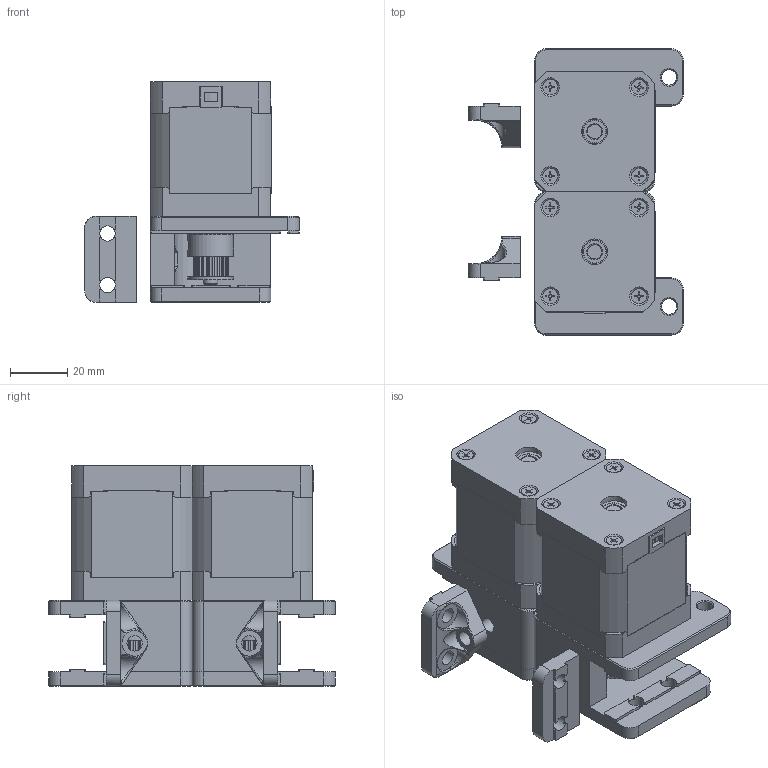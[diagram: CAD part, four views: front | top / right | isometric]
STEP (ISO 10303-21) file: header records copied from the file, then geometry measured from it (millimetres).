
FILE_DESCRIPTION(/* description */ (''),/* implementation_level */ '2;1');
FILE_NAME(/* name */ 'frontdrives_noIdler v4.step',/* time_stamp */ '2022-04-04T14:14:57+02:00',/* author */ (''),/* organization */ (''),/* preprocessor_version */ 'ST-DEVELOPER v18.1',/* originating_system */ 'Autodesk Translation Framework v10.14.0.1471',/* authorisation */ '');
FILE_SCHEMA (('AUTOMOTIVE_DESIGN { 1 0 10303 214 3 1 1 }'));
Products named in the file (5): frontdrives_noIdler; Right; Left; NEMA17; GT2 20T Pulley 6mm
Assembly tree (6 placements, depth 3):
  frontdrives_noIdler
    Right
      GT2 20T Pulley 6mm
      NEMA17
    Left
      NEMA17
      GT2 20T Pulley 6mm
Bounding box: 75 x 100 x 77.01 mm (x, y, z)
Volume: 156102.8 mm3; surface area: 109950.9 mm2
Topology: 16 solids, 16 shells, 3183 faces, 11273 edges, 7462 vertices
Faces by surface type: cylinder 1542, plane 1443, cone 144, bspline 32, torus 18, sphere 4
Full cylindrical faces by diameter (mm): 2.464 x8, 2.5 x16, 2.997 x8, 3 x8, 3.4 x24, 4.991 x2, 5 x2, 5.001 x4, 5.182 x2, 5.4 x14, 5.8 x6, 6 x4, 6.5 x2, 7.468 x2, 7.811 x8, 7.823 x8, 8.141 x8, 9 x2, 12 x4, 12.103 x8, 13.208 x8, 15.999 x4, 16 x8, 22 x2, 25 x2, 26 x4, 26.8 x4, 32 x2
Entity records: 71672 total; most frequent: CARTESIAN_POINT 15194, ORIENTED_EDGE 12342, DIRECTION 12216, EDGE_CURVE 6171, AXIS2_PLACEMENT_3D 4374, VERTEX_POINT 4072, LINE 3468, VECTOR 3468
